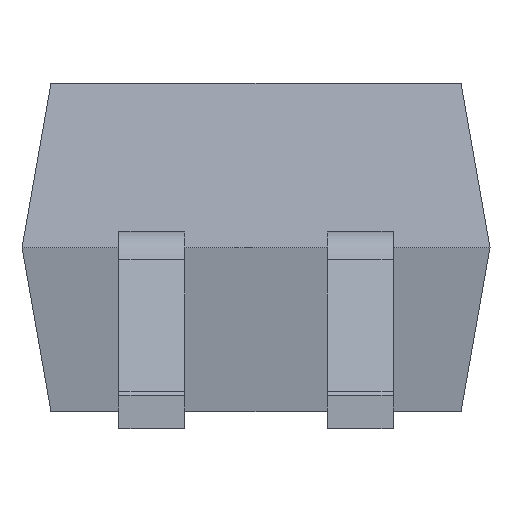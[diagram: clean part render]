
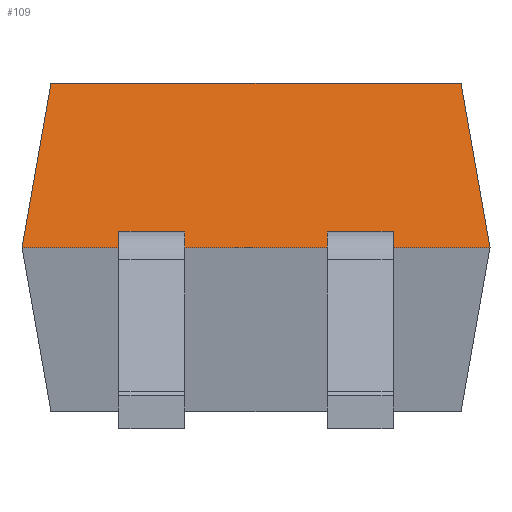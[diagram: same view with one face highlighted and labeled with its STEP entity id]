
A CAD part, front view. The second image highlights one B-rep face of the part: STEP entity #109.
In plain terms, the highlighted planar face has unit normal (0, -0.985, 0.174).
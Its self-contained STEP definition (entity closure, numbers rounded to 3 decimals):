
#74 = VERTEX_POINT('',#75);
#75 = CARTESIAN_POINT('',(1.249,-2.074,2.102)
  );
#92 = VERTEX_POINT('',#93);
#93 = CARTESIAN_POINT('',(-1.249,-2.074,2.102
    ));
#99 = EDGE_CURVE('',#92,#74,#100,.T.);
#100 = LINE('',#101,#102);
#101 = CARTESIAN_POINT('',(0.,-2.074,
    2.102));
#102 = VECTOR('',#103,1.);
#103 = DIRECTION('',(1.,0.,0.));
#109 = ADVANCED_FACE('',(#110),#135,.F.);
#110 = FACE_BOUND('',#111,.T.);
#111 = EDGE_LOOP('',(#112,#120,#128,#134));
#112 = ORIENTED_EDGE('',*,*,#113,.F.);
#113 = EDGE_CURVE('',#114,#92,#116,.T.);
#114 = VERTEX_POINT('',#115);
#115 = CARTESIAN_POINT('',(-1.425,-2.251,1.102));
#116 = LINE('',#117,#118);
#117 = CARTESIAN_POINT('',(-1.189,-2.015,
    2.437));
#118 = VECTOR('',#119,1.);
#119 = DIRECTION('',(0.171,0.171,0.97));
#120 = ORIENTED_EDGE('',*,*,#121,.T.);
#121 = EDGE_CURVE('',#114,#122,#124,.T.);
#122 = VERTEX_POINT('',#123);
#123 = CARTESIAN_POINT('',(1.425,-2.251,1.102));
#124 = LINE('',#125,#126);
#125 = CARTESIAN_POINT('',(1.425,-2.251,1.102));
#126 = VECTOR('',#127,1.);
#127 = DIRECTION('',(1.,0.,0.));
#128 = ORIENTED_EDGE('',*,*,#129,.F.);
#129 = EDGE_CURVE('',#74,#122,#130,.T.);
#130 = LINE('',#131,#132);
#131 = CARTESIAN_POINT('',(1.212,-2.038,2.309
    ));
#132 = VECTOR('',#133,1.);
#133 = DIRECTION('',(0.171,-0.171,-0.97));
#134 = ORIENTED_EDGE('',*,*,#99,.F.);
#135 = PLANE('',#136);
#136 = AXIS2_PLACEMENT_3D('',#137,#138,#139);
#137 = CARTESIAN_POINT('',(0.,-2.074,
    2.102));
#138 = DIRECTION('',(0.,0.985,-0.174)
  );
#139 = DIRECTION('',(1.,0.,0.));
